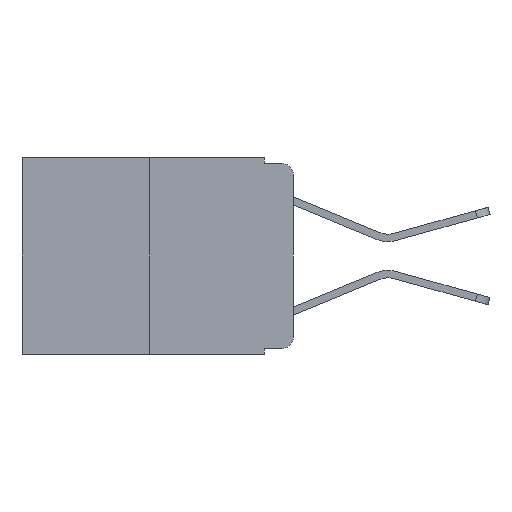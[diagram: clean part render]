
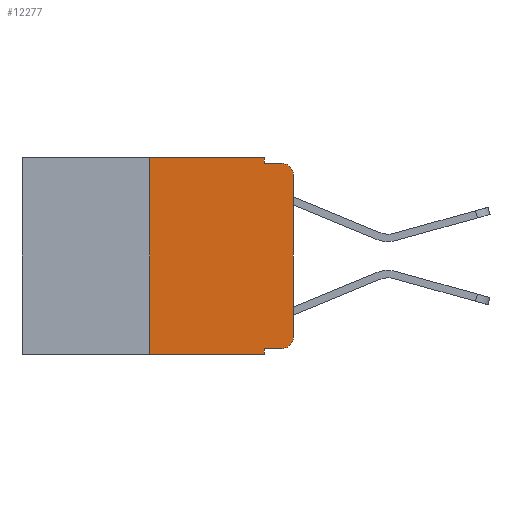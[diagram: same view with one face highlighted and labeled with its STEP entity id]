
A CAD part, left-side view. The second image highlights one B-rep face of the part: STEP entity #12277.
In plain terms, the highlighted planar face has unit normal (-1, 0, 0).
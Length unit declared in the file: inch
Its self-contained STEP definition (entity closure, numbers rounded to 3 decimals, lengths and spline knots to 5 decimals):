
#146 = EDGE_LOOP ( 'NONE', ( #4685, #11645, #9115, #5074, #12326, #4073, #15852, #10815, #8089, #10223 ) ) ;
#759 = CARTESIAN_POINT ( 'NONE',  ( 0., 0.051, 0. ) ) ;
#904 = EDGE_CURVE ( 'NONE', #8730, #6309, #3572, .T. ) ;
#1050 = CIRCLE ( 'NONE', #9618, 0.02 ) ;
#1438 = VERTEX_POINT ( 'NONE', #25658 ) ;
#1640 = EDGE_CURVE ( 'NONE', #21016, #6309, #21160, .T. ) ;
#1744 = CARTESIAN_POINT ( 'NONE',  ( 0., 0.02, -0.03 ) ) ;
#1819 = DIRECTION ( 'NONE',  ( 0., -1., 0. ) ) ;
#1835 = LINE ( 'NONE', #15206, #21629 ) ;
#2186 = EDGE_CURVE ( 'NONE', #24348, #17660, #1050, .T. ) ;
#2189 = AXIS2_PLACEMENT_3D ( 'NONE', #21362, #7377, #5406 ) ;
#2190 = CARTESIAN_POINT ( 'NONE',  ( 0., 0., 0. ) ) ;
#2474 = EDGE_CURVE ( 'NONE', #1438, #20172, #12016, .T. ) ;
#2591 = EDGE_CURVE ( 'NONE', #8730, #18461, #8591, .T. ) ;
#3003 = CARTESIAN_POINT ( 'NONE',  ( 0., 0.473, 0. ) ) ;
#3572 = LINE ( 'NONE', #25850, #19909 ) ;
#4073 = ORIENTED_EDGE ( 'NONE', *, *, #2591, .F. ) ;
#4685 = ORIENTED_EDGE ( 'NONE', *, *, #24314, .T. ) ;
#4697 = DIRECTION ( 'NONE',  ( 0., 0., -1. ) ) ;
#4913 = VECTOR ( 'NONE', #10410, 39.37008 ) ;
#5017 = DIRECTION ( 'NONE',  ( 0., -1., 0. ) ) ;
#5074 = ORIENTED_EDGE ( 'NONE', *, *, #15752, .F. ) ;
#5134 = VECTOR ( 'NONE', #25904, 39.37008 ) ;
#5406 = DIRECTION ( 'NONE',  ( 0., 0., -1. ) ) ;
#6309 = VERTEX_POINT ( 'NONE', #24920 ) ;
#7377 = DIRECTION ( 'NONE',  ( 1., 0., 0. ) ) ;
#7815 = VECTOR ( 'NONE', #11224, 39.37008 ) ;
#7875 = CARTESIAN_POINT ( 'NONE',  ( 0., 0.25, 0. ) ) ;
#7886 = FACE_OUTER_BOUND ( 'NONE', #146, .T. ) ;
#8089 = ORIENTED_EDGE ( 'NONE', *, *, #13500, .T. ) ;
#8533 = DIRECTION ( 'NONE',  ( 0., 0., 1. ) ) ;
#8591 = LINE ( 'NONE', #7875, #5134 ) ;
#8730 = VERTEX_POINT ( 'NONE', #16418 ) ;
#8741 = CARTESIAN_POINT ( 'NONE',  ( 0., 0.051, -0.01 ) ) ;
#9115 = ORIENTED_EDGE ( 'NONE', *, *, #24895, .F. ) ;
#9269 = DIRECTION ( 'NONE',  ( 0., 0., -1. ) ) ;
#9312 = CARTESIAN_POINT ( 'NONE',  ( 0., 0., -0.313 ) ) ;
#9618 = AXIS2_PLACEMENT_3D ( 'NONE', #1744, #25940, #9730 ) ;
#9730 = DIRECTION ( 'NONE',  ( 0., 0., -1. ) ) ;
#10223 = ORIENTED_EDGE ( 'NONE', *, *, #2474, .T. ) ;
#10410 = DIRECTION ( 'NONE',  ( 0., -1., 0. ) ) ;
#10648 = EDGE_CURVE ( 'NONE', #18461, #22319, #16714, .T. ) ;
#10815 = ORIENTED_EDGE ( 'NONE', *, *, #1640, .F. ) ;
#10919 = LINE ( 'NONE', #22986, #7815 ) ;
#11224 = DIRECTION ( 'NONE',  ( 0., -1., 0. ) ) ;
#11645 = ORIENTED_EDGE ( 'NONE', *, *, #2186, .T. ) ;
#11723 = VECTOR ( 'NONE', #18457, 39.37008 ) ;
#12016 = CIRCLE ( 'NONE', #13948, 0.02 ) ;
#12277 = ADVANCED_FACE ( 'NONE', ( #7886 ), #19267, .F. ) ;
#12326 = ORIENTED_EDGE ( 'NONE', *, *, #10648, .F. ) ;
#12720 = CARTESIAN_POINT ( 'NONE',  ( 0., 0.051, -0.333 ) ) ;
#13500 = EDGE_CURVE ( 'NONE', #21016, #1438, #10919, .T. ) ;
#13948 = AXIS2_PLACEMENT_3D ( 'NONE', #20850, #14684, #4697 ) ;
#14684 = DIRECTION ( 'NONE',  ( -1., 0., 0. ) ) ;
#15206 = CARTESIAN_POINT ( 'NONE',  ( 0., 0.051, 0. ) ) ;
#15752 = EDGE_CURVE ( 'NONE', #22319, #25688, #1835, .T. ) ;
#15852 = ORIENTED_EDGE ( 'NONE', *, *, #904, .T. ) ;
#16304 = CARTESIAN_POINT ( 'NONE',  ( 0., 0., -0.03 ) ) ;
#16418 = CARTESIAN_POINT ( 'NONE',  ( 0., 0.25, -0.343 ) ) ;
#16642 = CARTESIAN_POINT ( 'NONE',  ( 0., 0.051, -0.01 ) ) ;
#16714 = LINE ( 'NONE', #3003, #24870 ) ;
#17660 = VERTEX_POINT ( 'NONE', #20043 ) ;
#17767 = LINE ( 'NONE', #16642, #4913 ) ;
#18113 = LINE ( 'NONE', #2190, #22821 ) ;
#18457 = DIRECTION ( 'NONE',  ( 0., 0., -1. ) ) ;
#18461 = VERTEX_POINT ( 'NONE', #24315 ) ;
#19267 = PLANE ( 'NONE',  #2189 ) ;
#19909 = VECTOR ( 'NONE', #1819, 39.37008 ) ;
#20043 = CARTESIAN_POINT ( 'NONE',  ( 0., 0.02, -0.01 ) ) ;
#20172 = VERTEX_POINT ( 'NONE', #9312 ) ;
#20568 = CARTESIAN_POINT ( 'NONE',  ( 0., 0.051, 0. ) ) ;
#20850 = CARTESIAN_POINT ( 'NONE',  ( 0., 0.02, -0.313 ) ) ;
#21016 = VERTEX_POINT ( 'NONE', #12720 ) ;
#21160 = LINE ( 'NONE', #20568, #11723 ) ;
#21362 = CARTESIAN_POINT ( 'NONE',  ( 0., 0.473, 0. ) ) ;
#21629 = VECTOR ( 'NONE', #9269, 39.37008 ) ;
#22319 = VERTEX_POINT ( 'NONE', #759 ) ;
#22821 = VECTOR ( 'NONE', #8533, 39.37008 ) ;
#22986 = CARTESIAN_POINT ( 'NONE',  ( 0., 0.051, -0.333 ) ) ;
#24314 = EDGE_CURVE ( 'NONE', #20172, #24348, #18113, .T. ) ;
#24315 = CARTESIAN_POINT ( 'NONE',  ( 0., 0.25, 0. ) ) ;
#24348 = VERTEX_POINT ( 'NONE', #16304 ) ;
#24870 = VECTOR ( 'NONE', #5017, 39.37008 ) ;
#24895 = EDGE_CURVE ( 'NONE', #25688, #17660, #17767, .T. ) ;
#24920 = CARTESIAN_POINT ( 'NONE',  ( 0., 0.051, -0.343 ) ) ;
#25658 = CARTESIAN_POINT ( 'NONE',  ( 0., 0.02, -0.333 ) ) ;
#25688 = VERTEX_POINT ( 'NONE', #8741 ) ;
#25850 = CARTESIAN_POINT ( 'NONE',  ( 0., 0.473, -0.343 ) ) ;
#25904 = DIRECTION ( 'NONE',  ( 0., 0., 1. ) ) ;
#25940 = DIRECTION ( 'NONE',  ( -1., 0., 0. ) ) ;
